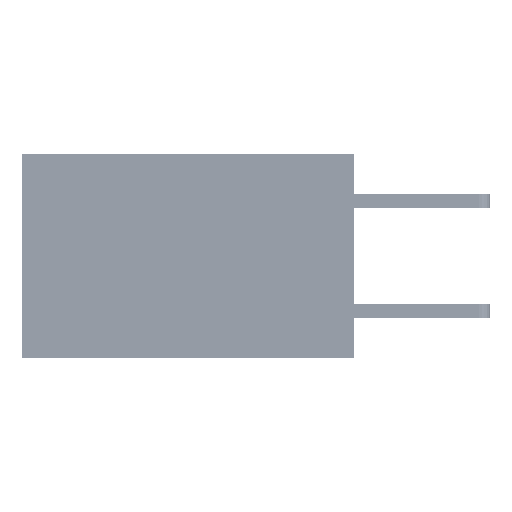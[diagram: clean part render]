
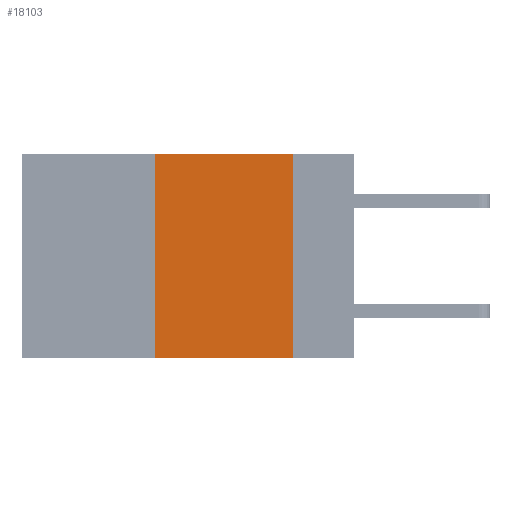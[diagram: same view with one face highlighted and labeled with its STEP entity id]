
A CAD part, left-side view. The second image highlights one B-rep face of the part: STEP entity #18103.
In plain terms, the highlighted planar face has unit normal (-1, 0, 0).
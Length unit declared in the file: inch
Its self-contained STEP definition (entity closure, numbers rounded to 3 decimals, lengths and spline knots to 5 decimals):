
#1312 = CARTESIAN_POINT ( 'NONE',  ( 0., 0.11, 0. ) ) ;
#1399 = EDGE_LOOP ( 'NONE', ( #51542, #3901, #45260, #6281 ) ) ;
#1585 = EDGE_CURVE ( 'NONE', #31871, #17515, #32204, .T. ) ;
#2921 = PLANE ( 'NONE',  #18926 ) ;
#3860 = CARTESIAN_POINT ( 'NONE',  ( 0., 0.11, -0.37 ) ) ;
#3901 = ORIENTED_EDGE ( 'NONE', *, *, #41465, .F. ) ;
#3952 = LINE ( 'NONE', #1312, #12114 ) ;
#6281 = ORIENTED_EDGE ( 'NONE', *, *, #1585, .T. ) ;
#7082 = VECTOR ( 'NONE', #23776, 39.37008 ) ;
#11025 = DIRECTION ( 'NONE',  ( 0., 0., -1. ) ) ;
#12114 = VECTOR ( 'NONE', #13912, 39.37008 ) ;
#13731 = CARTESIAN_POINT ( 'NONE',  ( 0., 0.6, 0. ) ) ;
#13912 = DIRECTION ( 'NONE',  ( 0., 0., -1. ) ) ;
#15792 = VECTOR ( 'NONE', #49256, 39.37008 ) ;
#16166 = CARTESIAN_POINT ( 'NONE',  ( 0., 0.36, 0. ) ) ;
#16392 = EDGE_CURVE ( 'NONE', #33134, #17515, #3952, .T. ) ;
#17515 = VERTEX_POINT ( 'NONE', #3860 ) ;
#18103 = ADVANCED_FACE ( 'NONE', ( #22549 ), #2921, .F. ) ;
#18891 = CARTESIAN_POINT ( 'NONE',  ( 0., 0.6, 0. ) ) ;
#18926 = AXIS2_PLACEMENT_3D ( 'NONE', #18891, #26907, #11025 ) ;
#22549 = FACE_OUTER_BOUND ( 'NONE', #1399, .T. ) ;
#23776 = DIRECTION ( 'NONE',  ( 0., -1., 0. ) ) ;
#25277 = CARTESIAN_POINT ( 'NONE',  ( 0., 0.11, 0. ) ) ;
#26907 = DIRECTION ( 'NONE',  ( 1., 0., 0. ) ) ;
#27911 = CARTESIAN_POINT ( 'NONE',  ( 0., 0.36, -0.37 ) ) ;
#29897 = VECTOR ( 'NONE', #44313, 39.37008 ) ;
#31871 = VERTEX_POINT ( 'NONE', #27911 ) ;
#32204 = LINE ( 'NONE', #47583, #7082 ) ;
#33134 = VERTEX_POINT ( 'NONE', #25277 ) ;
#37071 = VERTEX_POINT ( 'NONE', #39627 ) ;
#39575 = LINE ( 'NONE', #13731, #15792 ) ;
#39627 = CARTESIAN_POINT ( 'NONE',  ( 0., 0.36, 0. ) ) ;
#41465 = EDGE_CURVE ( 'NONE', #37071, #33134, #39575, .T. ) ;
#44313 = DIRECTION ( 'NONE',  ( 0., 0., 1. ) ) ;
#45260 = ORIENTED_EDGE ( 'NONE', *, *, #45293, .F. ) ;
#45293 = EDGE_CURVE ( 'NONE', #31871, #37071, #46115, .T. ) ;
#46115 = LINE ( 'NONE', #16166, #29897 ) ;
#47583 = CARTESIAN_POINT ( 'NONE',  ( 0., 0.6, -0.37 ) ) ;
#49256 = DIRECTION ( 'NONE',  ( 0., -1., 0. ) ) ;
#51542 = ORIENTED_EDGE ( 'NONE', *, *, #16392, .F. ) ;
